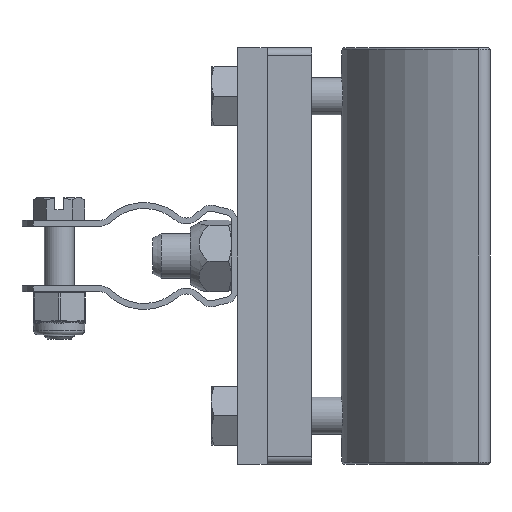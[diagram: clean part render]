
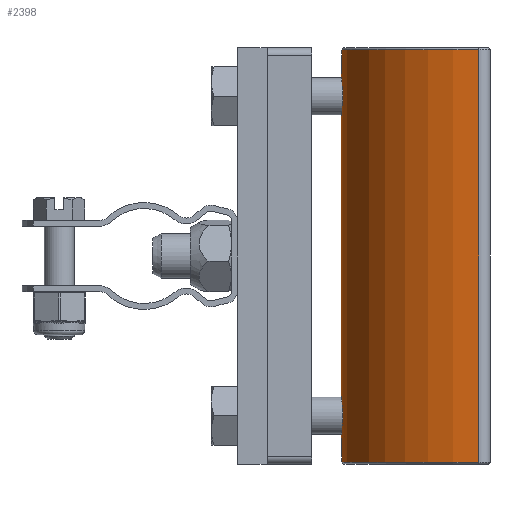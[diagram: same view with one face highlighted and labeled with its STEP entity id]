
A CAD part, left-side view. The second image highlights one B-rep face of the part: STEP entity #2398.
In plain terms, the highlighted cylindrical face has radius 32.706 mm (diameter 65.411 mm), a partial arc.
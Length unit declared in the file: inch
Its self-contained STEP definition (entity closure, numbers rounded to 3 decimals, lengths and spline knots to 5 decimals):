
#1454=CARTESIAN_POINT('',(2.47611,0.00884,0.01563));
#1455=VERTEX_POINT('',#1454);
#1520=CARTESIAN_POINT('',(-0.08548,0.00884,0.01563));
#1521=VERTEX_POINT('',#1520);
#1529=CARTESIAN_POINT('',(1.19531,-0.12356,0.01563));
#1530=DIRECTION('',(0.0,0.0,-1.0));
#1531=DIRECTION('',(0.0,1.0,0.0));
#1532=AXIS2_PLACEMENT_3D('',#1529,#1530,#1531);
#1533=CIRCLE('',#1532,1.28762);
#1534=EDGE_CURVE('',#1521,#1455,#1533,.T.);
#2025=CARTESIAN_POINT('',(-0.08548,0.00884,3.48438));
#2026=VERTEX_POINT('',#2025);
#2085=CARTESIAN_POINT('',(2.47611,0.00884,3.48438));
#2086=VERTEX_POINT('',#2085);
#2094=CARTESIAN_POINT('',(1.19531,-0.12356,3.48438));
#2095=DIRECTION('',(0.0,0.0,1.0));
#2096=DIRECTION('',(0.0,1.0,0.0));
#2097=AXIS2_PLACEMENT_3D('',#2094,#2095,#2096);
#2098=CIRCLE('',#2097,1.28762);
#2099=EDGE_CURVE('',#2086,#2026,#2098,.T.);
#2291=CARTESIAN_POINT('',(-0.08548,0.00884,0.01563));
#2292=DIRECTION('',(0.0,0.0,1.0));
#2293=VECTOR('',#2292,3.46875);
#2294=LINE('',#2291,#2293);
#2295=EDGE_CURVE('',#1521,#2026,#2294,.T.);
#2300=CARTESIAN_POINT('',(1.19531,-0.12356,0.0));
#2301=DIRECTION('',(0.0,0.0,1.0));
#2302=DIRECTION('',(0.995,0.103,0.0));
#2303=AXIS2_PLACEMENT_3D('',#2300,#2301,#2302);
#2304=CYLINDRICAL_SURFACE('',#2303,1.28762);
#2305=ORIENTED_EDGE('',*,*,#1534,.F.);
#2306=ORIENTED_EDGE('',*,*,#2295,.T.);
#2307=ORIENTED_EDGE('',*,*,#2099,.F.);
#2308=CARTESIAN_POINT('',(2.47611,0.00884,0.01563));
#2309=DIRECTION('',(0.0,0.0,1.0));
#2310=VECTOR('',#2309,3.46875);
#2311=LINE('',#2308,#2310);
#2312=EDGE_CURVE('',#1455,#2086,#2311,.T.);
#2313=ORIENTED_EDGE('',*,*,#2312,.F.);
#2314=EDGE_LOOP('',(#2305,#2306,#2307,#2313));
#2315=FACE_OUTER_BOUND('',#2314,.T.);
#2316=CARTESIAN_POINT('',(1.35944,1.15356,0.40625));
#2317=VERTEX_POINT('',#2316);
#2318=CARTESIAN_POINT('',(1.35944,1.15356,0.40625));
#2319=CARTESIAN_POINT('',(1.35944,1.15356,0.42687));
#2320=CARTESIAN_POINT('',(1.35532,1.15411,0.44886));
#2321=CARTESIAN_POINT('',(1.33857,1.1561,0.48927));
#2322=CARTESIAN_POINT('',(1.32594,1.1575,0.50771));
#2323=CARTESIAN_POINT('',(1.29684,1.16014,0.53681));
#2324=CARTESIAN_POINT('',(1.2784,1.16154,0.54944));
#2325=CARTESIAN_POINT('',(1.23799,1.16351,0.56619));
#2326=CARTESIAN_POINT('',(1.216,1.16406,0.57031));
#2327=CARTESIAN_POINT('',(1.17476,1.16406,0.57031));
#2328=CARTESIAN_POINT('',(1.15277,1.16352,0.56619));
#2329=CARTESIAN_POINT('',(1.11236,1.16155,0.54944));
#2330=CARTESIAN_POINT('',(1.09392,1.16015,0.53681));
#2331=CARTESIAN_POINT('',(1.06482,1.15752,0.50771));
#2332=CARTESIAN_POINT('',(1.05219,1.15611,0.48927));
#2333=CARTESIAN_POINT('',(1.03544,1.15413,0.44886));
#2334=CARTESIAN_POINT('',(1.03132,1.15358,0.42687));
#2335=CARTESIAN_POINT('',(1.03132,1.15358,0.38563));
#2336=CARTESIAN_POINT('',(1.03544,1.15413,0.36364));
#2337=CARTESIAN_POINT('',(1.05219,1.15611,0.32323));
#2338=CARTESIAN_POINT('',(1.06482,1.15752,0.30479));
#2339=CARTESIAN_POINT('',(1.09392,1.16015,0.27569));
#2340=CARTESIAN_POINT('',(1.11236,1.16155,0.26306));
#2341=CARTESIAN_POINT('',(1.15277,1.16352,0.24631));
#2342=CARTESIAN_POINT('',(1.17476,1.16406,0.24219));
#2343=CARTESIAN_POINT('',(1.216,1.16406,0.24219));
#2344=CARTESIAN_POINT('',(1.23799,1.16351,0.24631));
#2345=CARTESIAN_POINT('',(1.2784,1.16154,0.26306));
#2346=CARTESIAN_POINT('',(1.29684,1.16014,0.27569));
#2347=CARTESIAN_POINT('',(1.32594,1.1575,0.30479));
#2348=CARTESIAN_POINT('',(1.33857,1.1561,0.32323));
#2349=CARTESIAN_POINT('',(1.35532,1.15411,0.36364));
#2350=CARTESIAN_POINT('',(1.35944,1.15356,0.38563));
#2351=CARTESIAN_POINT('',(1.35944,1.15356,0.40625));
#2352=B_SPLINE_CURVE_WITH_KNOTS('',3,(#2318,#2319,#2320,#2321,#2322,#2323,#2324,#2325,#2326,#2327,#2328,#2329,#2330,#2331,#2332,#2333,#2334,#2335,#2336,#2337,#2338,#2339,#2340,#2341,#2342,#2343,#2344,#2345,#2346,#2347,#2348,#2349,#2350,#2351),.UNSPECIFIED.,.T.,.U.,(4,2,2,2,2,2,2,2,2,2,2,2,2,2,2,2,4),(0.0,0.15716,0.31431,0.47147,0.62862,0.78578,0.94293,1.10009,1.25725,1.4144,1.57156,1.72872,1.88587,2.04303,2.20018,2.35734,2.5145),.UNSPECIFIED.);
#2353=EDGE_CURVE('',#2317,#2317,#2352,.T.);
#2354=ORIENTED_EDGE('',*,*,#2353,.T.);
#2355=EDGE_LOOP('',(#2354));
#2356=FACE_BOUND('',#2355,.T.);
#2357=CARTESIAN_POINT('',(1.35944,1.15356,3.09375));
#2358=VERTEX_POINT('',#2357);
#2359=CARTESIAN_POINT('',(1.35944,1.15356,3.09375));
#2360=CARTESIAN_POINT('',(1.35944,1.15356,3.11437));
#2361=CARTESIAN_POINT('',(1.35532,1.15411,3.13636));
#2362=CARTESIAN_POINT('',(1.33857,1.1561,3.17677));
#2363=CARTESIAN_POINT('',(1.32594,1.1575,3.19521));
#2364=CARTESIAN_POINT('',(1.29684,1.16014,3.22431));
#2365=CARTESIAN_POINT('',(1.2784,1.16154,3.23694));
#2366=CARTESIAN_POINT('',(1.23799,1.16351,3.25369));
#2367=CARTESIAN_POINT('',(1.216,1.16406,3.25781));
#2368=CARTESIAN_POINT('',(1.17476,1.16406,3.25781));
#2369=CARTESIAN_POINT('',(1.15277,1.16352,3.25369));
#2370=CARTESIAN_POINT('',(1.11236,1.16155,3.23694));
#2371=CARTESIAN_POINT('',(1.09392,1.16015,3.22431));
#2372=CARTESIAN_POINT('',(1.06482,1.15752,3.19521));
#2373=CARTESIAN_POINT('',(1.05219,1.15611,3.17677));
#2374=CARTESIAN_POINT('',(1.03544,1.15413,3.13636));
#2375=CARTESIAN_POINT('',(1.03132,1.15358,3.11437));
#2376=CARTESIAN_POINT('',(1.03132,1.15358,3.07313));
#2377=CARTESIAN_POINT('',(1.03544,1.15413,3.05114));
#2378=CARTESIAN_POINT('',(1.05219,1.15611,3.01073));
#2379=CARTESIAN_POINT('',(1.06482,1.15752,2.99229));
#2380=CARTESIAN_POINT('',(1.09392,1.16015,2.96319));
#2381=CARTESIAN_POINT('',(1.11236,1.16155,2.95056));
#2382=CARTESIAN_POINT('',(1.15277,1.16352,2.93381));
#2383=CARTESIAN_POINT('',(1.17476,1.16406,2.92969));
#2384=CARTESIAN_POINT('',(1.216,1.16406,2.92969));
#2385=CARTESIAN_POINT('',(1.23799,1.16351,2.93381));
#2386=CARTESIAN_POINT('',(1.2784,1.16154,2.95056));
#2387=CARTESIAN_POINT('',(1.29684,1.16014,2.96319));
#2388=CARTESIAN_POINT('',(1.32594,1.1575,2.99229));
#2389=CARTESIAN_POINT('',(1.33857,1.1561,3.01073));
#2390=CARTESIAN_POINT('',(1.35532,1.15411,3.05114));
#2391=CARTESIAN_POINT('',(1.35944,1.15356,3.07313));
#2392=CARTESIAN_POINT('',(1.35944,1.15356,3.09375));
#2393=B_SPLINE_CURVE_WITH_KNOTS('',3,(#2359,#2360,#2361,#2362,#2363,#2364,#2365,#2366,#2367,#2368,#2369,#2370,#2371,#2372,#2373,#2374,#2375,#2376,#2377,#2378,#2379,#2380,#2381,#2382,#2383,#2384,#2385,#2386,#2387,#2388,#2389,#2390,#2391,#2392),.UNSPECIFIED.,.T.,.U.,(4,2,2,2,2,2,2,2,2,2,2,2,2,2,2,2,4),(0.0,0.15716,0.31431,0.47147,0.62862,0.78578,0.94293,1.10009,1.25725,1.4144,1.57156,1.72872,1.88587,2.04303,2.20018,2.35734,2.5145),.UNSPECIFIED.);
#2394=EDGE_CURVE('',#2358,#2358,#2393,.T.);
#2395=ORIENTED_EDGE('',*,*,#2394,.T.);
#2396=EDGE_LOOP('',(#2395));
#2397=FACE_BOUND('',#2396,.T.);
#2398=ADVANCED_FACE('',(#2315,#2356,#2397),#2304,.T.);
